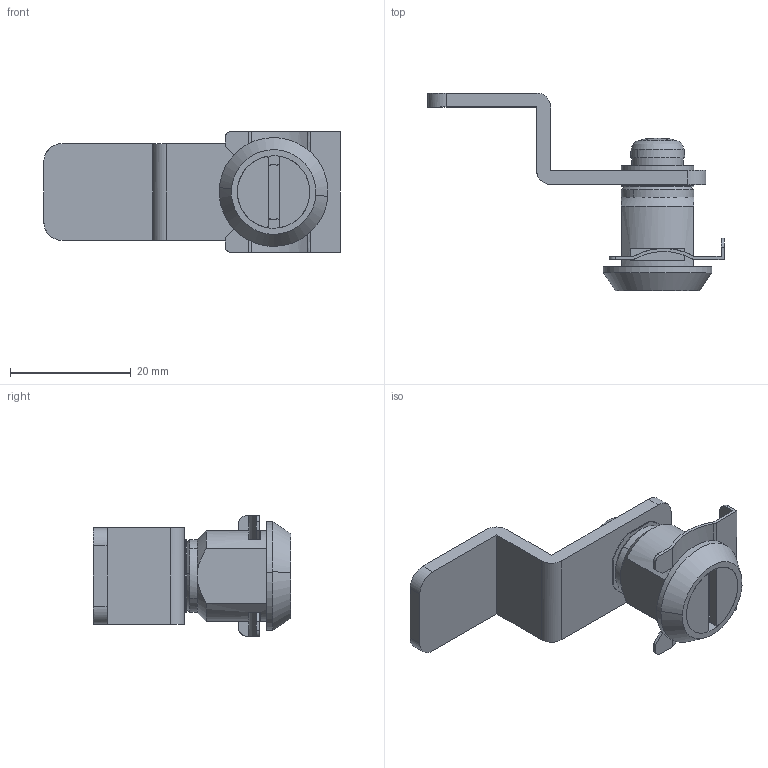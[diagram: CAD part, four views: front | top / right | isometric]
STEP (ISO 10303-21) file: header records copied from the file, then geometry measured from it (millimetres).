
FILE_DESCRIPTION((''),'2;1');
FILE_NAME('','2005-07-15T16:00:00',(''),(''),'','CADfix','');
FILE_SCHEMA(('AUTOMOTIVE_DESIGN'));
Length unit declared in the file: millimetre
Products named in the file (7): retainer_2; retainer_1; shaft; screw; cam; body; TL_265B_2_2410_36
Assembly tree (6 placements, depth 2):
  TL_265B_2_2410_36
    retainer_2
    retainer_1
    shaft
    screw
    cam
    body
Bounding box: 49 x 32.7 x 20 mm (x, y, z)
Volume: 5054.4 mm3; surface area: 5825.8 mm2
Topology: 6 solids, 6 shells, 167 faces, 480 edges, 331 vertices
Faces by surface type: bspline 167
Entity records: 5929 total; most frequent: CARTESIAN_POINT 3055, ORIENTED_EDGE 960, EDGE_CURVE 480, VERTEX_POINT 331, QUASI_UNIFORM_CURVE 257, EDGE_LOOP 181, FACE_OUTER_BOUND 167, ADVANCED_FACE 167
